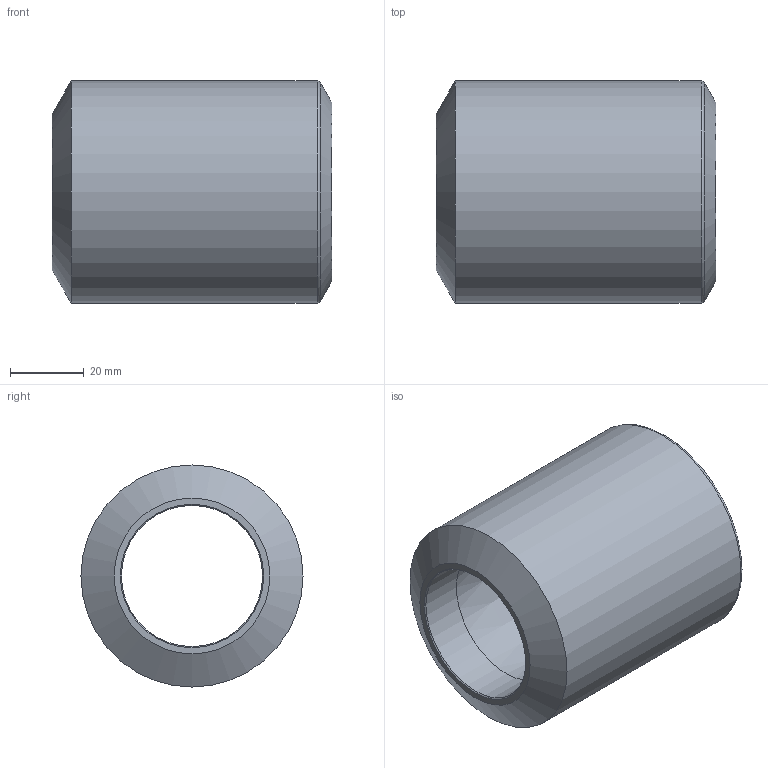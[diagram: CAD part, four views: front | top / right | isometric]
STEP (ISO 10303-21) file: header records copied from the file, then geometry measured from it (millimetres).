
FILE_DESCRIPTION(/* description */ (''),/* implementation_level */ '2;1');
FILE_NAME(/* name */ 'X-KOR603116038.stp',/* time_stamp */ '2023-05-02T10:56:41+02:00',/* author */ (''),/* organization */ (''),/* preprocessor_version */ 'ST-DEVELOPER v16',/* originating_system */ 'SIEMENS PLM Software NX 10.0',/* authorisation */ '');
FILE_SCHEMA (('AUTOMOTIVE_DESIGN { 1 0 10303 214 3 1 1 1 }'));
Length unit declared in the file: millimetre
Products named in the file (1): X-KOR
Bounding box: 76 x 60.3 x 60.3 mm (x, y, z)
Volume: 107889.1 mm3; surface area: 26021.7 mm2
Topology: 1 solids, 1 shells, 11 faces, 23 edges, 14 vertices
Faces by surface type: cone 5, cylinder 3, plane 2, torus 1
Full cylindrical faces by diameter (mm): 38.3 x1, 44.3 x1, 60.3 x1
Entity records: 252 total; most frequent: DIRECTION 46, CARTESIAN_POINT 34, AXIS2_PLACEMENT_3D 23, FACE_BOUND 22, EDGE_LOOP 22, ORIENTED_EDGE 22, ADVANCED_FACE 11, VERTEX_POINT 11
